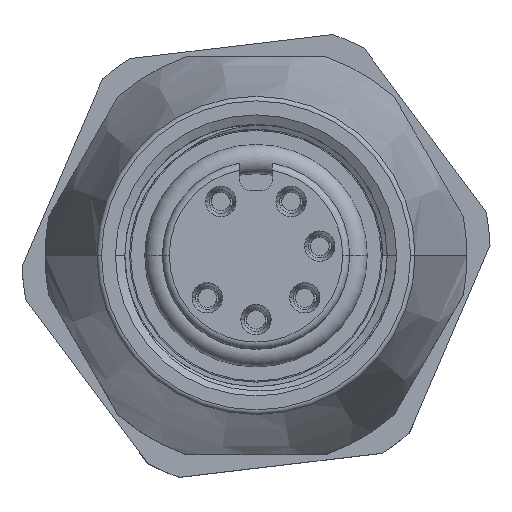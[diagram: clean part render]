
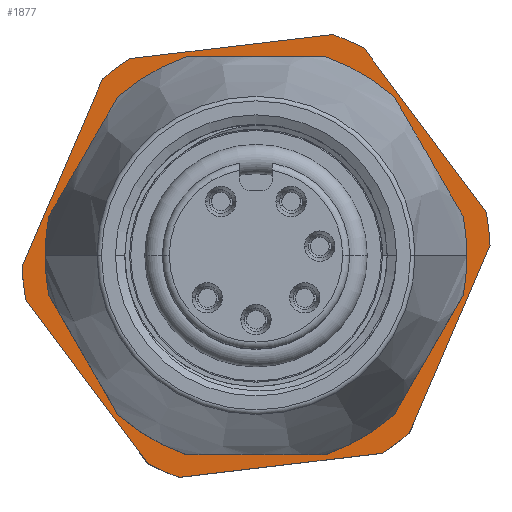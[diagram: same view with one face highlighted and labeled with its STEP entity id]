
A CAD part, top view. The second image highlights one B-rep face of the part: STEP entity #1877.
In plain terms, the highlighted planar face has unit normal (0, 0, 1).
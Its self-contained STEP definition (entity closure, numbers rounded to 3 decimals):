
#1350 = DIRECTION ( 'NONE',  ( 1., 0., 0. ) ) ;
#1351 = DIRECTION ( 'NONE',  ( 0., 0., 1. ) ) ;
#1877 = ADVANCED_FACE ( 'NONE', ( #8352, #8346 ), #2922, .T. ) ;
#2774 = EDGE_CURVE ( 'NONE', #6335, #6334, #6155, .T. ) ;
#2776 = EDGE_CURVE ( 'NONE', #6354, #6336, #6153, .T. ) ;
#2780 = EDGE_CURVE ( 'NONE', #6348, #6354, #6148, .T. ) ;
#2786 = EDGE_CURVE ( 'NONE', #6326, #6323, #6137, .T. ) ;
#2788 = EDGE_CURVE ( 'NONE', #6330, #6324, #6159, .T. ) ;
#2792 = EDGE_CURVE ( 'NONE', #6319, #6321, #6165, .T. ) ;
#2798 = EDGE_CURVE ( 'NONE', #6358, #6360, #6181, .T. ) ;
#2800 = EDGE_CURVE ( 'NONE', #6344, #6359, #6186, .T. ) ;
#2803 = EDGE_CURVE ( 'NONE', #6334, #6335, #6180, .T. ) ;
#2804 = EDGE_CURVE ( 'NONE', #6336, #6326, #6193, .T. ) ;
#2805 = EDGE_CURVE ( 'NONE', #6323, #6344, #3070, .T. ) ;
#2806 = EDGE_CURVE ( 'NONE', #6359, #6319, #3071, .T. ) ;
#2807 = EDGE_CURVE ( 'NONE', #6321, #6358, #3068, .T. ) ;
#2808 = EDGE_CURVE ( 'NONE', #6360, #6330, #3066, .T. ) ;
#2809 = EDGE_CURVE ( 'NONE', #6324, #6348, #3064, .T. ) ;
#2911 = DIRECTION ( 'NONE',  ( 1., 0., 0. ) ) ;
#2912 = DIRECTION ( 'NONE',  ( 0., 0., 1. ) ) ;
#2920 = CARTESIAN_POINT ( 'NONE',  ( 0., 0., 2.8 ) ) ;
#2922 = PLANE ( 'NONE',  #7272 ) ;
#3061 = VECTOR ( 'NONE', #9416, 1000. ) ;
#3063 = VECTOR ( 'NONE', #9414, 1000. ) ;
#3064 = LINE ( 'NONE', #9415, #3061 ) ;
#3065 = VECTOR ( 'NONE', #9412, 1000. ) ;
#3066 = LINE ( 'NONE', #9413, #3063 ) ;
#3067 = VECTOR ( 'NONE', #9410, 1000. ) ;
#3068 = LINE ( 'NONE', #9411, #3065 ) ;
#3069 = VECTOR ( 'NONE', #9408, 1000. ) ;
#3070 = LINE ( 'NONE', #9407, #3069 ) ;
#3071 = LINE ( 'NONE', #9409, #3067 ) ;
#3375 = ORIENTED_EDGE ( 'NONE', *, *, #2809, .T. ) ;
#3376 = ORIENTED_EDGE ( 'NONE', *, *, #2788, .T. ) ;
#3377 = ORIENTED_EDGE ( 'NONE', *, *, #2808, .T. ) ;
#3378 = ORIENTED_EDGE ( 'NONE', *, *, #2798, .T. ) ;
#3379 = ORIENTED_EDGE ( 'NONE', *, *, #2807, .T. ) ;
#3380 = ORIENTED_EDGE ( 'NONE', *, *, #2792, .T. ) ;
#3381 = ORIENTED_EDGE ( 'NONE', *, *, #2806, .T. ) ;
#3382 = ORIENTED_EDGE ( 'NONE', *, *, #2800, .T. ) ;
#3383 = ORIENTED_EDGE ( 'NONE', *, *, #2805, .T. ) ;
#3384 = ORIENTED_EDGE ( 'NONE', *, *, #2786, .T. ) ;
#3385 = ORIENTED_EDGE ( 'NONE', *, *, #2804, .T. ) ;
#3386 = ORIENTED_EDGE ( 'NONE', *, *, #2776, .T. ) ;
#3387 = ORIENTED_EDGE ( 'NONE', *, *, #2780, .T. ) ;
#3388 = ORIENTED_EDGE ( 'NONE', *, *, #2774, .F. ) ;
#3389 = ORIENTED_EDGE ( 'NONE', *, *, #2803, .F. ) ;
#5865 = CARTESIAN_POINT ( 'NONE',  ( 0., 0., 2.8 ) ) ;
#6137 = CIRCLE ( 'NONE', #6883, 10. ) ;
#6148 = CIRCLE ( 'NONE', #6886, 10. ) ;
#6153 = CIRCLE ( 'NONE', #6888, 10. ) ;
#6155 = CIRCLE ( 'NONE', #6889, 7.6 ) ;
#6159 = CIRCLE ( 'NONE', #6882, 10. ) ;
#6165 = CIRCLE ( 'NONE', #6880, 10. ) ;
#6169 = VECTOR ( 'NONE', #9397, 1000. ) ;
#6180 = CIRCLE ( 'NONE', #6874, 7.6 ) ;
#6181 = CIRCLE ( 'NONE', #6877, 10. ) ;
#6186 = CIRCLE ( 'NONE', #6876, 10. ) ;
#6193 = LINE ( 'NONE', #9398, #6169 ) ;
#6319 = VERTEX_POINT ( 'NONE', #9666 ) ;
#6321 = VERTEX_POINT ( 'NONE', #9668 ) ;
#6323 = VERTEX_POINT ( 'NONE', #9670 ) ;
#6324 = VERTEX_POINT ( 'NONE', #9671 ) ;
#6326 = VERTEX_POINT ( 'NONE', #9673 ) ;
#6330 = VERTEX_POINT ( 'NONE', #9677 ) ;
#6334 = VERTEX_POINT ( 'NONE', #9683 ) ;
#6335 = VERTEX_POINT ( 'NONE', #9684 ) ;
#6336 = VERTEX_POINT ( 'NONE', #9686 ) ;
#6344 = VERTEX_POINT ( 'NONE', #9696 ) ;
#6348 = VERTEX_POINT ( 'NONE', #9701 ) ;
#6354 = VERTEX_POINT ( 'NONE', #9711 ) ;
#6358 = VERTEX_POINT ( 'NONE', #9717 ) ;
#6359 = VERTEX_POINT ( 'NONE', #9718 ) ;
#6360 = VERTEX_POINT ( 'NONE', #9719 ) ;
#6874 = AXIS2_PLACEMENT_3D ( 'NONE', #9404, #9405, #9406 ) ;
#6876 = AXIS2_PLACEMENT_3D ( 'NONE', #9394, #9395, #9396 ) ;
#6877 = AXIS2_PLACEMENT_3D ( 'NONE', #9391, #9392, #9393 ) ;
#6880 = AXIS2_PLACEMENT_3D ( 'NONE', #9374, #9375, #9376 ) ;
#6882 = AXIS2_PLACEMENT_3D ( 'NONE', #9364, #9365, #9366 ) ;
#6883 = AXIS2_PLACEMENT_3D ( 'NONE', #9361, #9362, #9363 ) ;
#6886 = AXIS2_PLACEMENT_3D ( 'NONE', #9344, #9345, #9346 ) ;
#6888 = AXIS2_PLACEMENT_3D ( 'NONE', #9335, #9336, #9337 ) ;
#6889 = AXIS2_PLACEMENT_3D ( 'NONE', #5865, #1351, #1350 ) ;
#7272 = AXIS2_PLACEMENT_3D ( 'NONE', #2920, #2912, #2911 ) ;
#8030 = EDGE_LOOP ( 'NONE', ( #3387, #3386, #3385, #3384, #3383, #3382, #3381, #3380, #3379, #3378, #3377, #3376, #3375 ) ) ;
#8084 = EDGE_LOOP ( 'NONE', ( #3389, #3388 ) ) ;
#8346 = FACE_OUTER_BOUND ( 'NONE', #8030, .T. ) ;
#8352 = FACE_BOUND ( 'NONE', #8084, .T. ) ;
#9335 = CARTESIAN_POINT ( 'NONE',  ( 0., 0., 2.8 ) ) ;
#9336 = DIRECTION ( 'NONE',  ( 0., 0., 1. ) ) ;
#9337 = DIRECTION ( 'NONE',  ( 1., 0., 0. ) ) ;
#9344 = CARTESIAN_POINT ( 'NONE',  ( 0., 0., 2.8 ) ) ;
#9345 = DIRECTION ( 'NONE',  ( 0., 0., 1. ) ) ;
#9346 = DIRECTION ( 'NONE',  ( 1., 0., 0. ) ) ;
#9361 = CARTESIAN_POINT ( 'NONE',  ( 0., 0., 2.8 ) ) ;
#9362 = DIRECTION ( 'NONE',  ( 0., 0., 1. ) ) ;
#9363 = DIRECTION ( 'NONE',  ( 1., 0., 0. ) ) ;
#9364 = CARTESIAN_POINT ( 'NONE',  ( 0., 0., 2.8 ) ) ;
#9365 = DIRECTION ( 'NONE',  ( 0., 0., 1. ) ) ;
#9366 = DIRECTION ( 'NONE',  ( 1., 0., 0. ) ) ;
#9374 = CARTESIAN_POINT ( 'NONE',  ( 0., 0., 2.8 ) ) ;
#9375 = DIRECTION ( 'NONE',  ( 0., 0., 1. ) ) ;
#9376 = DIRECTION ( 'NONE',  ( 1., 0., 0. ) ) ;
#9391 = CARTESIAN_POINT ( 'NONE',  ( 0., 0., 2.8 ) ) ;
#9392 = DIRECTION ( 'NONE',  ( 0., 0., 1. ) ) ;
#9393 = DIRECTION ( 'NONE',  ( 1., 0., 0. ) ) ;
#9394 = CARTESIAN_POINT ( 'NONE',  ( 0., 0., 2.8 ) ) ;
#9395 = DIRECTION ( 'NONE',  ( 0., 0., 1. ) ) ;
#9396 = DIRECTION ( 'NONE',  ( 1., 0., 0. ) ) ;
#9397 = DIRECTION ( 'NONE',  ( 0.5, -0.866, 0. ) ) ;
#9398 = CARTESIAN_POINT ( 'NONE',  ( -16.835, 11.16, 2.8 ) ) ;
#9404 = CARTESIAN_POINT ( 'NONE',  ( 0., 0., 2.8 ) ) ;
#9405 = DIRECTION ( 'NONE',  ( 0., 0., 1. ) ) ;
#9406 = DIRECTION ( 'NONE',  ( 1., 0., 0. ) ) ;
#9407 = CARTESIAN_POINT ( 'NONE',  ( -18.082, -9., 2.8 ) ) ;
#9408 = DIRECTION ( 'NONE',  ( 1., 0., 0. ) ) ;
#9409 = CARTESIAN_POINT ( 'NONE',  ( 16.835, 11.16, 2.8 ) ) ;
#9410 = DIRECTION ( 'NONE',  ( 0.5, 0.866, 0. ) ) ;
#9411 = CARTESIAN_POINT ( 'NONE',  ( -1.247, 20.16, 2.8 ) ) ;
#9412 = DIRECTION ( 'NONE',  ( -0.5, 0.866, 0. ) ) ;
#9413 = CARTESIAN_POINT ( 'NONE',  ( -18.082, 9., 2.8 ) ) ;
#9414 = DIRECTION ( 'NONE',  ( -1., 0., 0. ) ) ;
#9415 = CARTESIAN_POINT ( 'NONE',  ( 1.247, 20.16, 2.8 ) ) ;
#9416 = DIRECTION ( 'NONE',  ( -0.5, -0.866, 0. ) ) ;
#9666 = CARTESIAN_POINT ( 'NONE',  ( 9.974, -0.725, 2.8 ) ) ;
#9668 = CARTESIAN_POINT ( 'NONE',  ( 9.974, 0.725, 2.8 ) ) ;
#9670 = CARTESIAN_POINT ( 'NONE',  ( -4.359, -9., 2.8 ) ) ;
#9671 = CARTESIAN_POINT ( 'NONE',  ( -5.615, 8.275, 2.8 ) ) ;
#9673 = CARTESIAN_POINT ( 'NONE',  ( -5.615, -8.275, 2.8 ) ) ;
#9677 = CARTESIAN_POINT ( 'NONE',  ( -4.359, 9., 2.8 ) ) ;
#9683 = CARTESIAN_POINT ( 'NONE',  ( 7.6, 0., 2.8 ) ) ;
#9684 = CARTESIAN_POINT ( 'NONE',  ( -7.6, 0., 2.8 ) ) ;
#9686 = CARTESIAN_POINT ( 'NONE',  ( -9.974, -0.725, 2.8 ) ) ;
#9696 = CARTESIAN_POINT ( 'NONE',  ( 4.359, -9., 2.8 ) ) ;
#9701 = CARTESIAN_POINT ( 'NONE',  ( -9.974, 0.725, 2.8 ) ) ;
#9711 = CARTESIAN_POINT ( 'NONE',  ( -10., 0., 2.8 ) ) ;
#9717 = CARTESIAN_POINT ( 'NONE',  ( 5.615, 8.275, 2.8 ) ) ;
#9718 = CARTESIAN_POINT ( 'NONE',  ( 5.615, -8.275, 2.8 ) ) ;
#9719 = CARTESIAN_POINT ( 'NONE',  ( 4.359, 9., 2.8 ) ) ;
